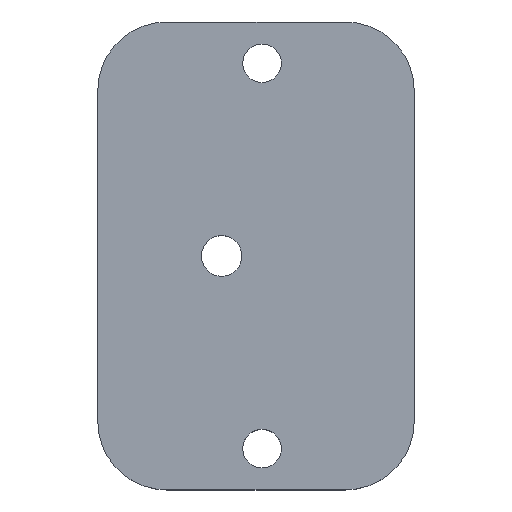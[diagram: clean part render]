
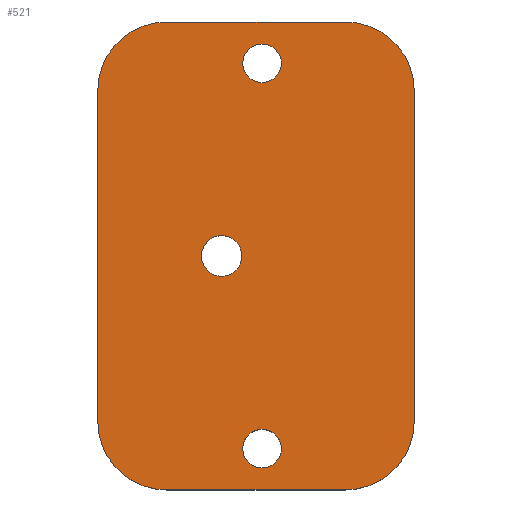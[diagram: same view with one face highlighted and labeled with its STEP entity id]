
A CAD part, top view. The second image highlights one B-rep face of the part: STEP entity #521.
In plain terms, the highlighted planar face has unit normal (0, 0, 1).
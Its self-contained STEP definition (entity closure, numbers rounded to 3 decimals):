
#21=FACE_BOUND('',#107,.T.);
#22=FACE_BOUND('',#108,.T.);
#23=FACE_BOUND('',#109,.T.);
#44=PLANE('',#583);
#72=FACE_OUTER_BOUND('',#106,.T.);
#106=EDGE_LOOP('',(#476,#477,#478,#479,#480,#481,#482,#483));
#107=EDGE_LOOP('',(#484));
#108=EDGE_LOOP('',(#485));
#109=EDGE_LOOP('',(#486));
#114=LINE('',#740,#169);
#132=LINE('',#791,#187);
#163=LINE('',#865,#218);
#164=LINE('',#867,#219);
#169=VECTOR('',#598,10.);
#187=VECTOR('',#636,10.);
#218=VECTOR('',#719,10.);
#219=VECTOR('',#722,10.);
#220=CIRCLE('',#543,5.);
#228=CIRCLE('',#554,5.);
#229=CIRCLE('',#557,5.);
#230=CIRCLE('',#559,5.);
#231=CIRCLE('',#561,1.4);
#232=CIRCLE('',#563,1.4);
#233=CIRCLE('',#580,1.475);
#234=VERTEX_POINT('',#727);
#235=VERTEX_POINT('',#728);
#239=VERTEX_POINT('',#738);
#260=VERTEX_POINT('',#784);
#261=VERTEX_POINT('',#785);
#262=VERTEX_POINT('',#790);
#263=VERTEX_POINT('',#794);
#264=VERTEX_POINT('',#798);
#265=VERTEX_POINT('',#802);
#266=VERTEX_POINT('',#806);
#279=VERTEX_POINT('',#861);
#280=EDGE_CURVE('',#234,#235,#220,.T.);
#286=EDGE_CURVE('',#234,#239,#114,.T.);
#308=EDGE_CURVE('',#260,#261,#228,.T.);
#311=EDGE_CURVE('',#262,#261,#132,.T.);
#313=EDGE_CURVE('',#262,#263,#229,.T.);
#315=EDGE_CURVE('',#264,#239,#230,.T.);
#318=EDGE_CURVE('',#265,#265,#231,.T.);
#320=EDGE_CURVE('',#266,#266,#232,.T.);
#345=EDGE_CURVE('',#279,#279,#233,.T.);
#347=EDGE_CURVE('',#264,#263,#163,.T.);
#348=EDGE_CURVE('',#260,#235,#164,.T.);
#476=ORIENTED_EDGE('',*,*,#280,.F.);
#477=ORIENTED_EDGE('',*,*,#286,.T.);
#478=ORIENTED_EDGE('',*,*,#315,.F.);
#479=ORIENTED_EDGE('',*,*,#347,.T.);
#480=ORIENTED_EDGE('',*,*,#313,.F.);
#481=ORIENTED_EDGE('',*,*,#311,.T.);
#482=ORIENTED_EDGE('',*,*,#308,.F.);
#483=ORIENTED_EDGE('',*,*,#348,.T.);
#484=ORIENTED_EDGE('',*,*,#318,.T.);
#485=ORIENTED_EDGE('',*,*,#320,.T.);
#486=ORIENTED_EDGE('',*,*,#345,.T.);
#521=ADVANCED_FACE('',(#72,#21,#22,#23),#44,.T.);
#543=AXIS2_PLACEMENT_3D('',#729,#588,#589);
#554=AXIS2_PLACEMENT_3D('',#786,#630,#631);
#557=AXIS2_PLACEMENT_3D('',#795,#640,#641);
#559=AXIS2_PLACEMENT_3D('',#799,#645,#646);
#561=AXIS2_PLACEMENT_3D('',#804,#651,#652);
#563=AXIS2_PLACEMENT_3D('',#808,#656,#657);
#580=AXIS2_PLACEMENT_3D('',#862,#714,#715);
#583=AXIS2_PLACEMENT_3D('',#868,#723,#724);
#588=DIRECTION('center_axis',(0.,0.,-1.));
#589=DIRECTION('ref_axis',(-0.707,-0.707,0.));
#598=DIRECTION('',(1.,0.,0.));
#630=DIRECTION('center_axis',(0.,0.,-1.));
#631=DIRECTION('ref_axis',(-0.707,0.707,0.));
#636=DIRECTION('',(-1.,0.,0.));
#640=DIRECTION('center_axis',(0.,0.,-1.));
#641=DIRECTION('ref_axis',(0.707,0.707,0.));
#645=DIRECTION('center_axis',(0.,0.,-1.));
#646=DIRECTION('ref_axis',(0.707,-0.707,0.));
#651=DIRECTION('center_axis',(0.,0.,-1.));
#652=DIRECTION('ref_axis',(-1.,0.,0.));
#656=DIRECTION('center_axis',(0.,0.,-1.));
#657=DIRECTION('ref_axis',(-1.,0.,0.));
#714=DIRECTION('center_axis',(0.,0.,-1.));
#715=DIRECTION('ref_axis',(-1.,0.,0.));
#719=DIRECTION('',(0.,1.,0.));
#722=DIRECTION('',(0.,-1.,0.));
#723=DIRECTION('center_axis',(0.,0.,1.));
#724=DIRECTION('ref_axis',(1.,0.,0.));
#727=CARTESIAN_POINT('',(3.505,-17.,4.5));
#728=CARTESIAN_POINT('',(-1.495,-12.,4.5));
#729=CARTESIAN_POINT('Origin',(3.505,-12.,4.5));
#738=CARTESIAN_POINT('',(16.505,-17.,4.5));
#740=CARTESIAN_POINT('',(-1.495,-17.,4.5));
#784=CARTESIAN_POINT('',(-1.495,12.,4.5));
#785=CARTESIAN_POINT('',(3.505,17.,4.5));
#786=CARTESIAN_POINT('Origin',(3.505,12.,4.5));
#790=CARTESIAN_POINT('',(16.505,17.,4.5));
#791=CARTESIAN_POINT('',(21.505,17.,4.5));
#794=CARTESIAN_POINT('',(21.505,12.,4.5));
#795=CARTESIAN_POINT('Origin',(16.505,12.,4.5));
#798=CARTESIAN_POINT('',(21.505,-12.,4.5));
#799=CARTESIAN_POINT('Origin',(16.505,-12.,4.5));
#802=CARTESIAN_POINT('',(11.845,-14.,4.5));
#804=CARTESIAN_POINT('Origin',(10.445,-14.,4.5));
#806=CARTESIAN_POINT('',(11.845,14.,4.5));
#808=CARTESIAN_POINT('Origin',(10.445,14.,4.5));
#861=CARTESIAN_POINT('',(8.98,0.,4.5));
#862=CARTESIAN_POINT('Origin',(7.505,0.,4.5));
#865=CARTESIAN_POINT('',(21.505,-17.,4.5));
#867=CARTESIAN_POINT('',(-1.495,9.,4.5));
#868=CARTESIAN_POINT('Origin',(7.505,0.,4.5));
